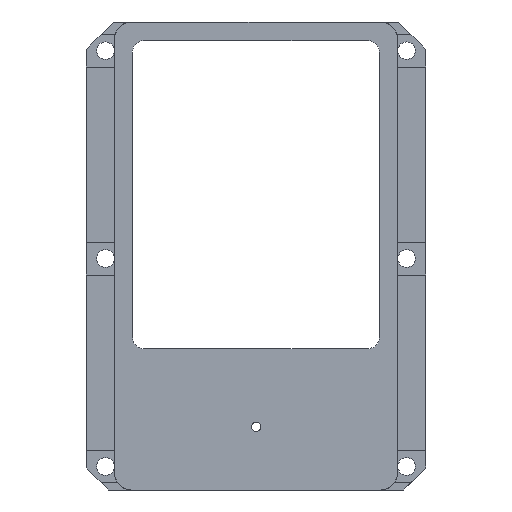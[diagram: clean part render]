
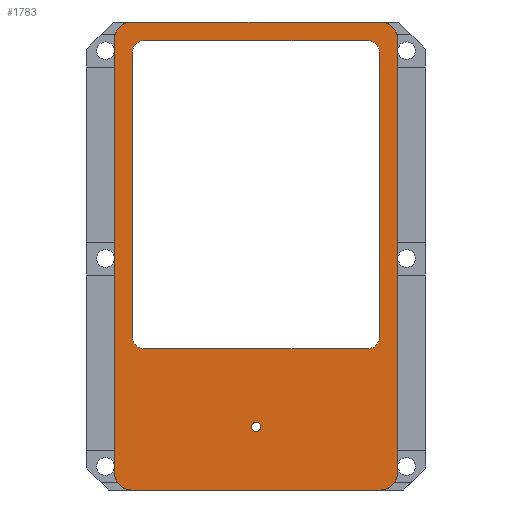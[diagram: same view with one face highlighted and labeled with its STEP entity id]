
A CAD part, front view. The second image highlights one B-rep face of the part: STEP entity #1783.
In plain terms, the highlighted planar face has unit normal (0, -1, 0).
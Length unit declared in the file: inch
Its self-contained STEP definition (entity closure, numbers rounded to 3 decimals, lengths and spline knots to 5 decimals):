
#40=FACE_BOUND('',#276,.T.);
#41=FACE_BOUND('',#277,.T.);
#98=PLANE('',#1938);
#178=FACE_OUTER_BOUND('',#275,.T.);
#275=EDGE_LOOP('',(#1668,#1669,#1670,#1671,#1672,#1673,#1674,#1675));
#276=EDGE_LOOP('',(#1676));
#277=EDGE_LOOP('',(#1677,#1678,#1679,#1680,#1681,#1682,#1683,#1684));
#399=LINE('',#2726,#598);
#444=LINE('',#2839,#643);
#447=LINE('',#2847,#646);
#457=LINE('',#2871,#656);
#465=LINE('',#2913,#664);
#468=LINE('',#2921,#667);
#469=LINE('',#2923,#668);
#472=LINE('',#2928,#671);
#598=VECTOR('',#2185,0.3937);
#643=VECTOR('',#2302,0.3937);
#646=VECTOR('',#2311,0.3937);
#656=VECTOR('',#2341,0.3937);
#664=VECTOR('',#2391,0.3937);
#667=VECTOR('',#2400,0.3937);
#668=VECTOR('',#2403,0.3937);
#671=VECTOR('',#2408,0.3937);
#677=CIRCLE('',#1801,0.045);
#699=CIRCLE('',#1849,0.17);
#705=CIRCLE('',#1864,0.17);
#707=CIRCLE('',#1867,0.17);
#717=CIRCLE('',#1893,0.111);
#718=CIRCLE('',#1896,0.111);
#721=CIRCLE('',#1906,0.111);
#734=CIRCLE('',#1927,0.111);
#735=CIRCLE('',#1930,0.17);
#737=VERTEX_POINT('',#2430);
#837=VERTEX_POINT('',#2682);
#838=VERTEX_POINT('',#2684);
#853=VERTEX_POINT('',#2725);
#855=VERTEX_POINT('',#2738);
#857=VERTEX_POINT('',#2744);
#858=VERTEX_POINT('',#2746);
#883=VERTEX_POINT('',#2831);
#884=VERTEX_POINT('',#2833);
#885=VERTEX_POINT('',#2837);
#886=VERTEX_POINT('',#2841);
#887=VERTEX_POINT('',#2845);
#890=VERTEX_POINT('',#2865);
#891=VERTEX_POINT('',#2867);
#904=VERTEX_POINT('',#2909);
#905=VERTEX_POINT('',#2915);
#906=VERTEX_POINT('',#2917);
#910=EDGE_CURVE('',#737,#737,#677,.T.);
#1036=EDGE_CURVE('',#837,#838,#699,.T.);
#1057=EDGE_CURVE('',#853,#838,#399,.T.);
#1064=EDGE_CURVE('',#853,#855,#705,.T.);
#1068=EDGE_CURVE('',#857,#858,#707,.T.);
#1113=EDGE_CURVE('',#883,#884,#717,.T.);
#1116=EDGE_CURVE('',#883,#885,#444,.T.);
#1118=EDGE_CURVE('',#886,#885,#718,.T.);
#1120=EDGE_CURVE('',#886,#887,#447,.T.);
#1131=EDGE_CURVE('',#890,#891,#721,.T.);
#1133=EDGE_CURVE('',#890,#884,#457,.T.);
#1153=EDGE_CURVE('',#904,#887,#734,.T.);
#1154=EDGE_CURVE('',#904,#891,#465,.T.);
#1156=EDGE_CURVE('',#905,#906,#735,.T.);
#1158=EDGE_CURVE('',#905,#858,#468,.T.);
#1159=EDGE_CURVE('',#837,#906,#469,.T.);
#1162=EDGE_CURVE('',#857,#855,#472,.T.);
#1668=ORIENTED_EDGE('',*,*,#1156,.F.);
#1669=ORIENTED_EDGE('',*,*,#1158,.T.);
#1670=ORIENTED_EDGE('',*,*,#1068,.F.);
#1671=ORIENTED_EDGE('',*,*,#1162,.T.);
#1672=ORIENTED_EDGE('',*,*,#1064,.F.);
#1673=ORIENTED_EDGE('',*,*,#1057,.T.);
#1674=ORIENTED_EDGE('',*,*,#1036,.F.);
#1675=ORIENTED_EDGE('',*,*,#1159,.T.);
#1676=ORIENTED_EDGE('',*,*,#910,.T.);
#1677=ORIENTED_EDGE('',*,*,#1154,.T.);
#1678=ORIENTED_EDGE('',*,*,#1131,.F.);
#1679=ORIENTED_EDGE('',*,*,#1133,.T.);
#1680=ORIENTED_EDGE('',*,*,#1113,.F.);
#1681=ORIENTED_EDGE('',*,*,#1116,.T.);
#1682=ORIENTED_EDGE('',*,*,#1118,.F.);
#1683=ORIENTED_EDGE('',*,*,#1120,.T.);
#1684=ORIENTED_EDGE('',*,*,#1153,.F.);
#1783=ADVANCED_FACE('',(#178,#40,#41),#98,.T.);
#1801=AXIS2_PLACEMENT_3D('',#2432,#1949,#1950);
#1849=AXIS2_PLACEMENT_3D('',#2685,#2149,#2150);
#1864=AXIS2_PLACEMENT_3D('',#2739,#2201,#2202);
#1867=AXIS2_PLACEMENT_3D('',#2747,#2209,#2210);
#1893=AXIS2_PLACEMENT_3D('',#2834,#2296,#2297);
#1896=AXIS2_PLACEMENT_3D('',#2843,#2306,#2307);
#1906=AXIS2_PLACEMENT_3D('',#2868,#2336,#2337);
#1927=AXIS2_PLACEMENT_3D('',#2911,#2387,#2388);
#1930=AXIS2_PLACEMENT_3D('',#2918,#2395,#2396);
#1938=AXIS2_PLACEMENT_3D('',#2937,#2421,#2422);
#1949=DIRECTION('center_axis',(0.,1.,0.));
#1950=DIRECTION('ref_axis',(0.,0.,1.));
#2149=DIRECTION('center_axis',(0.,1.,0.));
#2150=DIRECTION('ref_axis',(0.707,0.,0.707));
#2185=DIRECTION('',(0.,0.,1.));
#2201=DIRECTION('center_axis',(0.,1.,0.));
#2202=DIRECTION('ref_axis',(0.707,0.,-0.707));
#2209=DIRECTION('center_axis',(0.,1.,0.));
#2210=DIRECTION('ref_axis',(-0.707,0.,-0.707));
#2296=DIRECTION('center_axis',(0.,-1.,0.));
#2297=DIRECTION('ref_axis',(0.707,0.,0.707));
#2302=DIRECTION('',(0.,0.,-1.));
#2306=DIRECTION('center_axis',(0.,-1.,0.));
#2307=DIRECTION('ref_axis',(0.707,0.,-0.707));
#2311=DIRECTION('',(-1.,0.,0.));
#2336=DIRECTION('center_axis',(0.,-1.,0.));
#2337=DIRECTION('ref_axis',(-0.707,0.,0.707));
#2341=DIRECTION('',(1.,0.,0.));
#2387=DIRECTION('center_axis',(0.,-1.,0.));
#2388=DIRECTION('ref_axis',(-0.707,0.,-0.707));
#2391=DIRECTION('',(0.,0.,1.));
#2395=DIRECTION('center_axis',(0.,1.,0.));
#2396=DIRECTION('ref_axis',(-0.707,0.,0.707));
#2400=DIRECTION('',(0.,0.,-1.));
#2403=DIRECTION('',(-1.,0.,0.));
#2408=DIRECTION('',(1.,0.,0.));
#2421=DIRECTION('center_axis',(0.,-1.,0.));
#2422=DIRECTION('ref_axis',(0.,0.,-1.));
#2430=CARTESIAN_POINT('',(1.61075,-0.671,0.5421));
#2432=CARTESIAN_POINT('Origin',(1.61075,-0.671,0.5871));
#2682=CARTESIAN_POINT('',(2.823,-0.671,4.5401));
#2684=CARTESIAN_POINT('',(2.993,-0.671,4.3701));
#2685=CARTESIAN_POINT('Origin',(2.823,-0.671,4.3701));
#2725=CARTESIAN_POINT('',(2.993,-0.671,0.1411));
#2726=CARTESIAN_POINT('',(2.993,-0.671,4.5401));
#2738=CARTESIAN_POINT('',(2.823,-0.671,-0.0289));
#2739=CARTESIAN_POINT('Origin',(2.823,-0.671,0.1411));
#2744=CARTESIAN_POINT('',(0.39775,-0.671,-0.0289));
#2746=CARTESIAN_POINT('',(0.22775,-0.671,0.1411));
#2747=CARTESIAN_POINT('Origin',(0.39775,-0.671,0.1411));
#2831=CARTESIAN_POINT('',(2.81575,-0.671,4.2471));
#2833=CARTESIAN_POINT('',(2.70475,-0.671,4.3581));
#2834=CARTESIAN_POINT('Origin',(2.70475,-0.671,4.2471));
#2837=CARTESIAN_POINT('',(2.81575,-0.671,1.4621));
#2839=CARTESIAN_POINT('',(2.81575,-0.671,4.3581));
#2841=CARTESIAN_POINT('',(2.70475,-0.671,1.3511));
#2843=CARTESIAN_POINT('Origin',(2.70475,-0.671,1.4621));
#2845=CARTESIAN_POINT('',(0.51475,-0.671,1.3511));
#2847=CARTESIAN_POINT('',(2.81575,-0.671,1.3511));
#2865=CARTESIAN_POINT('',(0.51475,-0.671,4.3581));
#2867=CARTESIAN_POINT('',(0.40375,-0.671,4.2471));
#2868=CARTESIAN_POINT('Origin',(0.51475,-0.671,4.2471));
#2871=CARTESIAN_POINT('',(0.40375,-0.671,4.3581));
#2909=CARTESIAN_POINT('',(0.40375,-0.671,1.4621));
#2911=CARTESIAN_POINT('Origin',(0.51475,-0.671,1.4621));
#2913=CARTESIAN_POINT('',(0.40375,-0.671,1.3511));
#2915=CARTESIAN_POINT('',(0.22775,-0.671,4.3701));
#2917=CARTESIAN_POINT('',(0.39775,-0.671,4.5401));
#2918=CARTESIAN_POINT('Origin',(0.39775,-0.671,4.3701));
#2921=CARTESIAN_POINT('',(0.22775,-0.671,-0.0289));
#2923=CARTESIAN_POINT('',(0.22775,-0.671,4.5401));
#2928=CARTESIAN_POINT('',(2.993,-0.671,-0.0289));
#2937=CARTESIAN_POINT('Origin',(1.61037,-0.671,2.2556));
